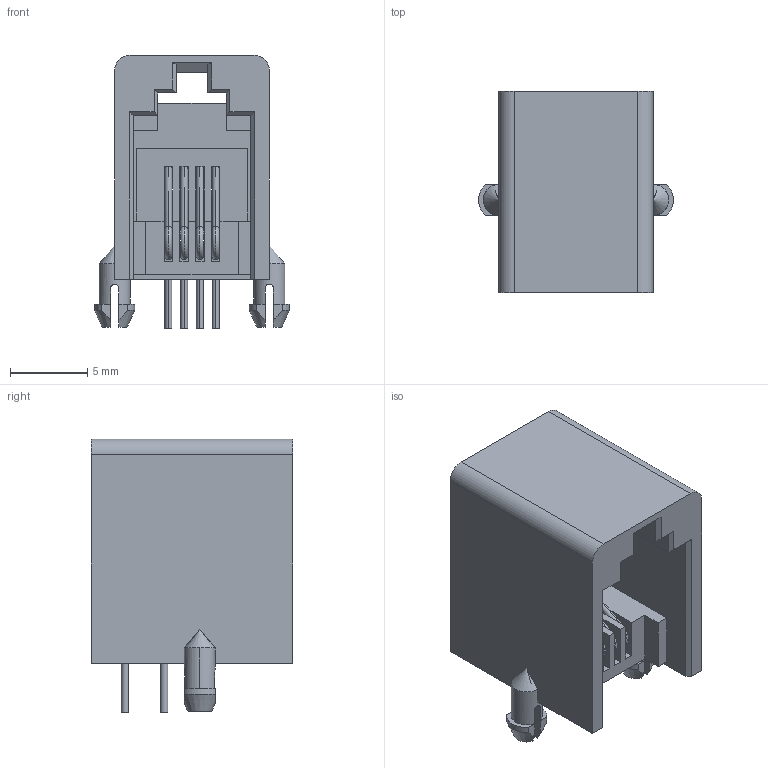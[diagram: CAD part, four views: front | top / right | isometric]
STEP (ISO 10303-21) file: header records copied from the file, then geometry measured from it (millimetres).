
FILE_DESCRIPTION((''),'2;1');
FILE_NAME('4444444444','2022-11-18T16:38:25',('win'),(''),'CREO PARAMETRIC BY PTC INC, 2020033','CREO PARAMETRIC BY PTC INC, 2020033','');
FILE_SCHEMA(('AUTOMOTIVE_DESIGN { 1 0 10303 214 1 1 1 1 }'));
Length unit declared in the file: millimetre
Products named in the file (1): 4444444444
Bounding box: 12.59 x 13.01 x 17.7 mm (x, y, z)
Volume: 918.9 mm3; surface area: 1773.1 mm2
Topology: 1 solids, 1 shells, 356 faces, 1000 edges, 646 vertices
Faces by surface type: plane 207, extrusion 73, cylinder 46, torus 24, cone 6
Entity records: 14979 total; most frequent: CARTESIAN_POINT 3085, ORIENTED_EDGE 1996, DIRECTION 1571, EDGE_CURVE 998, VECTOR 757, LINE 684, VERTEX_POINT 646, PRESENTATION_STYLE_ASSIGNMENT 429
